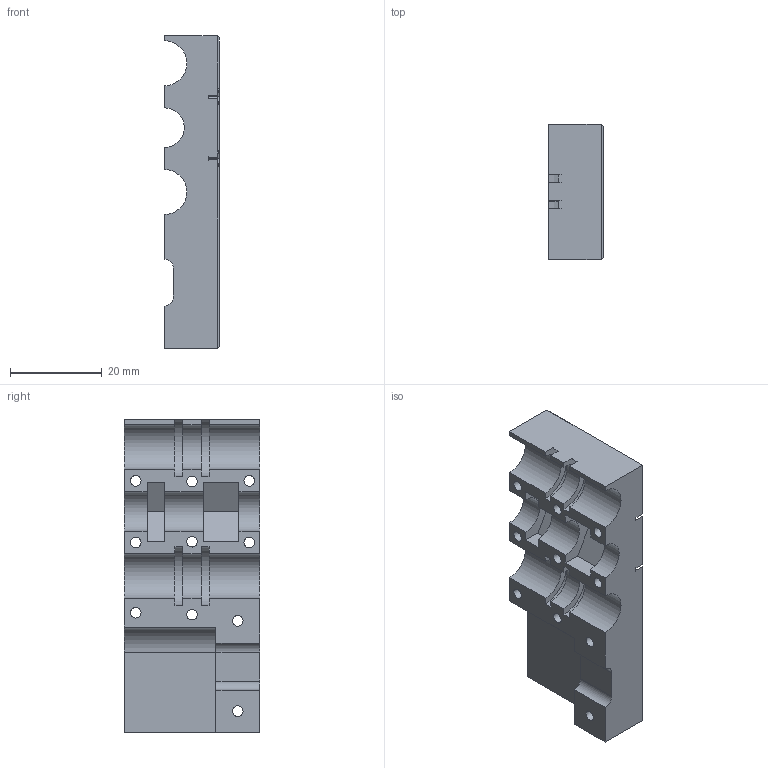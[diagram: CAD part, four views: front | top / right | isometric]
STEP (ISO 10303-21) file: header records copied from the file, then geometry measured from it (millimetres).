
FILE_DESCRIPTION(/* description */ (''),/* implementation_level */ '2;1');
FILE_NAME(/* name */ 'Josh''Replistruder4_ECarriage_2.stp',/* time_stamp */ '2020-05-04T10:05:12-04:00',/* author */ ('Josh'),/* organization */ (''),/* preprocessor_version */ 'ST-DEVELOPER v18',/* originating_system */ 'Autodesk Inventor 2020',/* authorisation */ '');
FILE_SCHEMA (('AUTOMOTIVE_DESIGN { 1 0 10303 214 3 1 1 }'));
Length unit declared in the file: millimetre
Products named in the file (1): Replistruder4_ECarriage_2
Bounding box: 11.96 x 29.4 x 68 mm (x, y, z)
Volume: 16781.2 mm3; surface area: 7793.4 mm2
Topology: 1 solids, 1 shells, 259 faces, 708 edges, 446 vertices
Faces by surface type: plane 223, cylinder 26, cone 10
Full cylindrical faces by diameter (mm): 2.3 x10
Entity records: 8043 total; most frequent: CARTESIAN_POINT 1554, ORIENTED_EDGE 1416, DIRECTION 1272, EDGE_CURVE 708, LINE 524, VECTOR 524, VERTEX_POINT 446, AXIS2_PLACEMENT_3D 374
